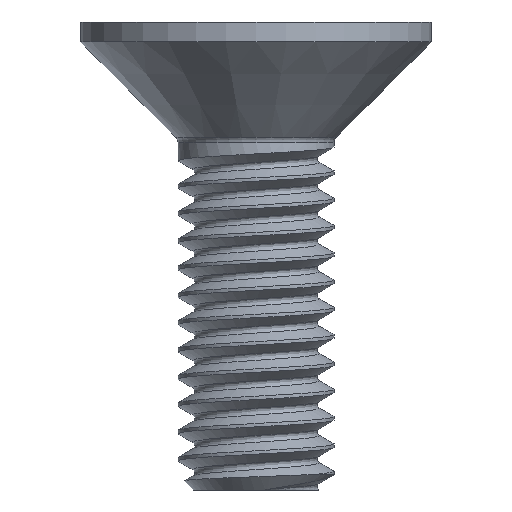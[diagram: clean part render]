
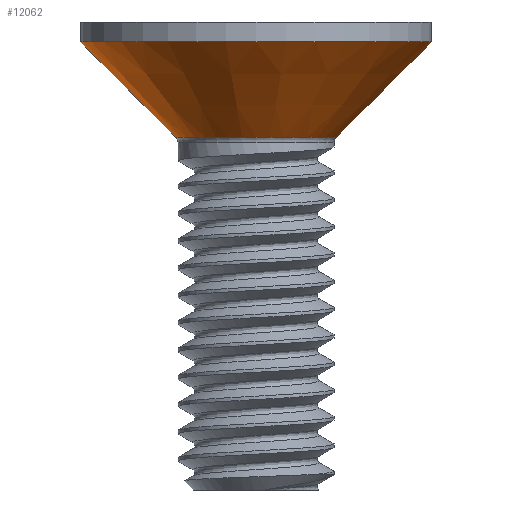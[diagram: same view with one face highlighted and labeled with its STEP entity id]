
A CAD part, front view. The second image highlights one B-rep face of the part: STEP entity #12062.
In plain terms, the highlighted conical face has half-angle 45 degrees and reference radius 2.059 mm.
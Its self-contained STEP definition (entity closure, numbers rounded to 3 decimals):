
#11651 = SURFACE_OF_REVOLUTION('',#11652,#11657);
#11652 = CIRCLE('',#11653,0.2);
#11653 = AXIS2_PLACEMENT_3D('',#11654,#11655,#11656);
#11654 = CARTESIAN_POINT('',(2.2,0.,-3.093));
#11655 = DIRECTION('',(0.,1.,0.));
#11656 = DIRECTION('',(-1.,0.,0.));
#11657 = AXIS1_PLACEMENT('',#11658,#11659);
#11658 = CARTESIAN_POINT('',(0.,0.,0.));
#11659 = DIRECTION('',(0.,0.,1.));
#12012 = VERTEX_POINT('',#12013);
#12013 = CARTESIAN_POINT('',(2.059,0.,-2.951));
#12035 = EDGE_CURVE('',#12012,#12012,#12036,.T.);
#12036 = SURFACE_CURVE('',#12037,(#12042,#12049),.PCURVE_S1.);
#12037 = CIRCLE('',#12038,2.059);
#12038 = AXIS2_PLACEMENT_3D('',#12039,#12040,#12041);
#12039 = CARTESIAN_POINT('',(0.,0.,-2.951));
#12040 = DIRECTION('',(0.,0.,1.));
#12041 = DIRECTION('',(1.,0.,-0.));
#12042 = PCURVE('',#11651,#12043);
#12043 = DEFINITIONAL_REPRESENTATION('',(#12044),#12048);
#12044 = LINE('',#12045,#12046);
#12045 = CARTESIAN_POINT('',(0.,0.785));
#12046 = VECTOR('',#12047,1.);
#12047 = DIRECTION('',(1.,0.));
#12048 = ( GEOMETRIC_REPRESENTATION_CONTEXT(2) 
PARAMETRIC_REPRESENTATION_CONTEXT() REPRESENTATION_CONTEXT('2D SPACE',''
  ) );
#12049 = PCURVE('',#12050,#12055);
#12050 = CONICAL_SURFACE('',#12051,2.059,0.785);
#12051 = AXIS2_PLACEMENT_3D('',#12052,#12053,#12054);
#12052 = CARTESIAN_POINT('',(0.,0.,-2.951));
#12053 = DIRECTION('',(0.,0.,1.));
#12054 = DIRECTION('',(1.,0.,-0.));
#12055 = DEFINITIONAL_REPRESENTATION('',(#12056),#12060);
#12056 = LINE('',#12057,#12058);
#12057 = CARTESIAN_POINT('',(0.,0.));
#12058 = VECTOR('',#12059,1.);
#12059 = DIRECTION('',(1.,0.));
#12060 = ( GEOMETRIC_REPRESENTATION_CONTEXT(2) 
PARAMETRIC_REPRESENTATION_CONTEXT() REPRESENTATION_CONTEXT('2D SPACE',''
  ) );
#12062 = ADVANCED_FACE('',(#12063),#12050,.T.);
#12063 = FACE_BOUND('',#12064,.T.);
#12064 = EDGE_LOOP('',(#12065,#12066,#12089,#12116));
#12065 = ORIENTED_EDGE('',*,*,#12035,.T.);
#12066 = ORIENTED_EDGE('',*,*,#12067,.T.);
#12067 = EDGE_CURVE('',#12012,#12068,#12070,.T.);
#12068 = VERTEX_POINT('',#12069);
#12069 = CARTESIAN_POINT('',(4.5,0.,-0.51));
#12070 = SEAM_CURVE('',#12071,(#12075,#12082),.PCURVE_S1.);
#12071 = LINE('',#12072,#12073);
#12072 = CARTESIAN_POINT('',(2.059,0.,-2.951));
#12073 = VECTOR('',#12074,1.);
#12074 = DIRECTION('',(0.707,0.,0.707));
#12075 = PCURVE('',#12050,#12076);
#12076 = DEFINITIONAL_REPRESENTATION('',(#12077),#12081);
#12077 = LINE('',#12078,#12079);
#12078 = CARTESIAN_POINT('',(0.,0.));
#12079 = VECTOR('',#12080,1.);
#12080 = DIRECTION('',(0.,1.));
#12081 = ( GEOMETRIC_REPRESENTATION_CONTEXT(2) 
PARAMETRIC_REPRESENTATION_CONTEXT() REPRESENTATION_CONTEXT('2D SPACE',''
  ) );
#12082 = PCURVE('',#12050,#12083);
#12083 = DEFINITIONAL_REPRESENTATION('',(#12084),#12088);
#12084 = LINE('',#12085,#12086);
#12085 = CARTESIAN_POINT('',(6.283,0.));
#12086 = VECTOR('',#12087,1.);
#12087 = DIRECTION('',(0.,1.));
#12088 = ( GEOMETRIC_REPRESENTATION_CONTEXT(2) 
PARAMETRIC_REPRESENTATION_CONTEXT() REPRESENTATION_CONTEXT('2D SPACE',''
  ) );
#12089 = ORIENTED_EDGE('',*,*,#12090,.F.);
#12090 = EDGE_CURVE('',#12068,#12068,#12091,.T.);
#12091 = SURFACE_CURVE('',#12092,(#12097,#12104),.PCURVE_S1.);
#12092 = CIRCLE('',#12093,4.5);
#12093 = AXIS2_PLACEMENT_3D('',#12094,#12095,#12096);
#12094 = CARTESIAN_POINT('',(0.,0.,-0.51));
#12095 = DIRECTION('',(0.,0.,1.));
#12096 = DIRECTION('',(1.,0.,-0.));
#12097 = PCURVE('',#12050,#12098);
#12098 = DEFINITIONAL_REPRESENTATION('',(#12099),#12103);
#12099 = LINE('',#12100,#12101);
#12100 = CARTESIAN_POINT('',(0.,2.441));
#12101 = VECTOR('',#12102,1.);
#12102 = DIRECTION('',(1.,0.));
#12103 = ( GEOMETRIC_REPRESENTATION_CONTEXT(2) 
PARAMETRIC_REPRESENTATION_CONTEXT() REPRESENTATION_CONTEXT('2D SPACE',''
  ) );
#12104 = PCURVE('',#12105,#12110);
#12105 = CYLINDRICAL_SURFACE('',#12106,4.5);
#12106 = AXIS2_PLACEMENT_3D('',#12107,#12108,#12109);
#12107 = CARTESIAN_POINT('',(0.,0.,-0.51));
#12108 = DIRECTION('',(0.,0.,1.));
#12109 = DIRECTION('',(1.,0.,-0.));
#12110 = DEFINITIONAL_REPRESENTATION('',(#12111),#12115);
#12111 = LINE('',#12112,#12113);
#12112 = CARTESIAN_POINT('',(0.,0.));
#12113 = VECTOR('',#12114,1.);
#12114 = DIRECTION('',(1.,0.));
#12115 = ( GEOMETRIC_REPRESENTATION_CONTEXT(2) 
PARAMETRIC_REPRESENTATION_CONTEXT() REPRESENTATION_CONTEXT('2D SPACE',''
  ) );
#12116 = ORIENTED_EDGE('',*,*,#12067,.F.);
